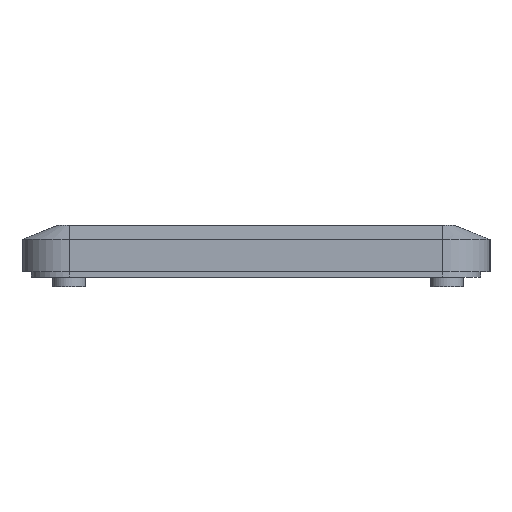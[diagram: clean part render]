
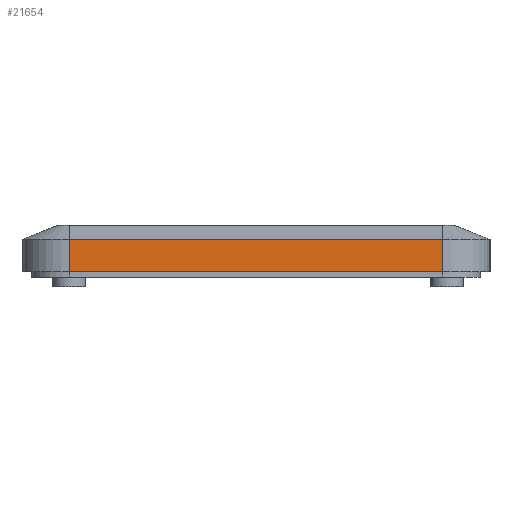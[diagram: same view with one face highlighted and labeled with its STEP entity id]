
A CAD part, left-side view. The second image highlights one B-rep face of the part: STEP entity #21654.
In plain terms, the highlighted planar face has unit normal (-1, 0, 0).
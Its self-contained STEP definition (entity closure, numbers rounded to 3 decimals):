
#6095 = VERTEX_POINT('',#6096);
#6096 = CARTESIAN_POINT('',(-158.875,-39.6,-1.8));
#6207 = VERTEX_POINT('',#6208);
#6208 = CARTESIAN_POINT('',(-158.875,39.6,-1.8));
#6215 = EDGE_CURVE('',#6207,#6095,#6216,.T.);
#6216 = LINE('',#6217,#6218);
#6217 = CARTESIAN_POINT('',(-158.875,39.6,-1.8));
#6218 = VECTOR('',#6219,1.);
#6219 = DIRECTION('',(0.,-1.,0.));
#21547 = VERTEX_POINT('',#21548);
#21548 = CARTESIAN_POINT('',(-158.875,39.6,5.));
#21555 = EDGE_CURVE('',#21547,#6207,#21556,.T.);
#21556 = LINE('',#21557,#21558);
#21557 = CARTESIAN_POINT('',(-158.875,39.6,8.));
#21558 = VECTOR('',#21559,1.);
#21559 = DIRECTION('',(-0.,-0.,-1.));
#21626 = EDGE_CURVE('',#21627,#6095,#21629,.T.);
#21627 = VERTEX_POINT('',#21628);
#21628 = CARTESIAN_POINT('',(-158.875,-39.6,5.));
#21629 = LINE('',#21630,#21631);
#21630 = CARTESIAN_POINT('',(-158.875,-39.6,8.));
#21631 = VECTOR('',#21632,1.);
#21632 = DIRECTION('',(-0.,-0.,-1.));
#21654 = ADVANCED_FACE('',(#21655),#21666,.T.);
#21655 = FACE_BOUND('',#21656,.T.);
#21656 = EDGE_LOOP('',(#21657,#21658,#21664,#21665));
#21657 = ORIENTED_EDGE('',*,*,#21626,.F.);
#21658 = ORIENTED_EDGE('',*,*,#21659,.F.);
#21659 = EDGE_CURVE('',#21547,#21627,#21660,.T.);
#21660 = LINE('',#21661,#21662);
#21661 = CARTESIAN_POINT('',(-158.875,39.6,5.));
#21662 = VECTOR('',#21663,1.);
#21663 = DIRECTION('',(-0.,-1.,-0.));
#21664 = ORIENTED_EDGE('',*,*,#21555,.T.);
#21665 = ORIENTED_EDGE('',*,*,#6215,.T.);
#21666 = PLANE('',#21667);
#21667 = AXIS2_PLACEMENT_3D('',#21668,#21669,#21670);
#21668 = CARTESIAN_POINT('',(-158.875,0.,2.5));
#21669 = DIRECTION('',(-1.,-0.,0.));
#21670 = DIRECTION('',(0.,0.,-1.));
